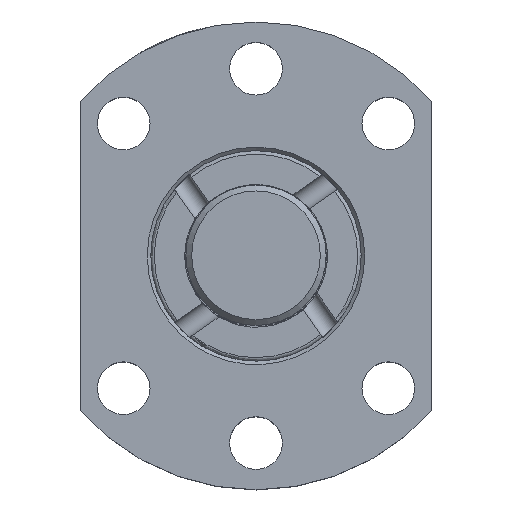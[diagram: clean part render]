
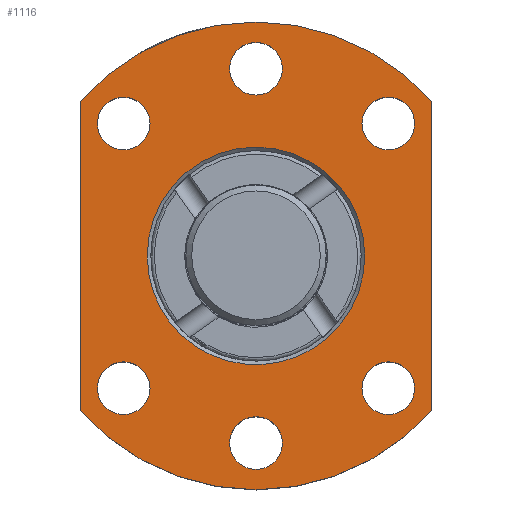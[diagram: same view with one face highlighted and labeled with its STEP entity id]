
A CAD part, top view. The second image highlights one B-rep face of the part: STEP entity #1116.
In plain terms, the highlighted planar face has unit normal (0, 0, 1).
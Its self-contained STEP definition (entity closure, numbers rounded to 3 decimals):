
#40=LINE('',#1856,#80);
#41=LINE('',#1860,#81);
#80=VECTOR('',#1433,1000.);
#81=VECTOR('',#1436,1000.);
#117=PLANE('',#1227);
#237=ORIENTED_EDGE('',*,*,#545,.T.);
#238=ORIENTED_EDGE('',*,*,#546,.T.);
#239=ORIENTED_EDGE('',*,*,#547,.F.);
#240=ORIENTED_EDGE('',*,*,#548,.T.);
#241=ORIENTED_EDGE('',*,*,#549,.F.);
#242=ORIENTED_EDGE('',*,*,#550,.T.);
#243=ORIENTED_EDGE('',*,*,#551,.T.);
#244=ORIENTED_EDGE('',*,*,#552,.T.);
#245=ORIENTED_EDGE('',*,*,#553,.T.);
#246=ORIENTED_EDGE('',*,*,#554,.T.);
#247=ORIENTED_EDGE('',*,*,#555,.T.);
#545=EDGE_CURVE('',#689,#689,#783,.T.);
#546=EDGE_CURVE('',#690,#690,#784,.T.);
#547=EDGE_CURVE('',#691,#692,#785,.T.);
#548=EDGE_CURVE('',#691,#693,#40,.T.);
#549=EDGE_CURVE('',#694,#693,#786,.T.);
#550=EDGE_CURVE('',#694,#692,#41,.T.);
#551=EDGE_CURVE('',#695,#695,#787,.T.);
#552=EDGE_CURVE('',#696,#696,#788,.T.);
#553=EDGE_CURVE('',#697,#697,#789,.T.);
#554=EDGE_CURVE('',#698,#698,#790,.T.);
#555=EDGE_CURVE('',#699,#699,#791,.T.);
#689=VERTEX_POINT('',#1850);
#690=VERTEX_POINT('',#1852);
#691=VERTEX_POINT('',#1854);
#692=VERTEX_POINT('',#1855);
#693=VERTEX_POINT('',#1857);
#694=VERTEX_POINT('',#1859);
#695=VERTEX_POINT('',#1862);
#696=VERTEX_POINT('',#1864);
#697=VERTEX_POINT('',#1866);
#698=VERTEX_POINT('',#1868);
#699=VERTEX_POINT('',#1870);
#783=CIRCLE('',#1228,9.3);
#784=CIRCLE('',#1229,2.25);
#785=CIRCLE('',#1230,20.);
#786=CIRCLE('',#1231,20.);
#787=CIRCLE('',#1232,2.25);
#788=CIRCLE('',#1233,2.25);
#789=CIRCLE('',#1234,2.25);
#790=CIRCLE('',#1235,2.25);
#791=CIRCLE('',#1236,2.25);
#851=EDGE_LOOP('',(#237));
#852=EDGE_LOOP('',(#238));
#853=EDGE_LOOP('',(#239,#240,#241,#242));
#854=EDGE_LOOP('',(#243));
#855=EDGE_LOOP('',(#244));
#856=EDGE_LOOP('',(#245));
#857=EDGE_LOOP('',(#246));
#858=EDGE_LOOP('',(#247));
#965=FACE_BOUND('',#851,.T.);
#966=FACE_BOUND('',#852,.T.);
#967=FACE_BOUND('',#853,.T.);
#968=FACE_BOUND('',#854,.T.);
#969=FACE_BOUND('',#855,.T.);
#970=FACE_BOUND('',#856,.T.);
#971=FACE_BOUND('',#857,.T.);
#972=FACE_BOUND('',#858,.T.);
#1116=ADVANCED_FACE('',(#965,#966,#967,#968,#969,#970,#971,#972),#117,.T.);
#1227=AXIS2_PLACEMENT_3D('',#1848,#1425,#1426);
#1228=AXIS2_PLACEMENT_3D('',#1849,#1427,#1428);
#1229=AXIS2_PLACEMENT_3D('',#1851,#1429,#1430);
#1230=AXIS2_PLACEMENT_3D('',#1853,#1431,#1432);
#1231=AXIS2_PLACEMENT_3D('',#1858,#1434,#1435);
#1232=AXIS2_PLACEMENT_3D('',#1861,#1437,#1438);
#1233=AXIS2_PLACEMENT_3D('',#1863,#1439,#1440);
#1234=AXIS2_PLACEMENT_3D('',#1865,#1441,#1442);
#1235=AXIS2_PLACEMENT_3D('',#1867,#1443,#1444);
#1236=AXIS2_PLACEMENT_3D('',#1869,#1445,#1446);
#1425=DIRECTION('',(0.,0.,1.));
#1426=DIRECTION('',(1.,0.,0.));
#1427=DIRECTION('',(0.,0.,-1.));
#1428=DIRECTION('',(-1.,0.,0.));
#1429=DIRECTION('',(0.,0.,-1.));
#1430=DIRECTION('',(-1.,0.,0.));
#1431=DIRECTION('',(0.,0.,-1.));
#1432=DIRECTION('',(-1.,0.,0.));
#1433=DIRECTION('',(0.,-1.,0.));
#1434=DIRECTION('',(0.,0.,-1.));
#1435=DIRECTION('',(-1.,0.,0.));
#1436=DIRECTION('',(0.,1.,0.));
#1437=DIRECTION('',(0.,0.,-1.));
#1438=DIRECTION('',(-1.,0.,0.));
#1439=DIRECTION('',(0.,0.,-1.));
#1440=DIRECTION('',(-1.,0.,0.));
#1441=DIRECTION('',(0.,0.,-1.));
#1442=DIRECTION('',(-1.,0.,0.));
#1443=DIRECTION('',(0.,0.,-1.));
#1444=DIRECTION('',(-1.,0.,0.));
#1445=DIRECTION('',(0.,0.,-1.));
#1446=DIRECTION('',(-1.,0.,0.));
#1848=CARTESIAN_POINT('',(0.,20.,40.));
#1849=CARTESIAN_POINT('',(0.,0.,40.));
#1850=CARTESIAN_POINT('',(-9.3,0.,40.));
#1851=CARTESIAN_POINT('',(0.,16.,40.));
#1852=CARTESIAN_POINT('',(-2.25,16.,40.));
#1853=CARTESIAN_POINT('',(0.,0.,40.));
#1854=CARTESIAN_POINT('',(-15.,13.229,40.));
#1855=CARTESIAN_POINT('',(15.,13.229,40.));
#1856=CARTESIAN_POINT('',(-15.,25.,40.));
#1857=CARTESIAN_POINT('',(-15.,-13.229,40.));
#1858=CARTESIAN_POINT('',(0.,0.,40.));
#1859=CARTESIAN_POINT('',(15.,-13.229,40.));
#1860=CARTESIAN_POINT('',(15.,-25.,40.));
#1861=CARTESIAN_POINT('',(-11.314,-11.314,40.));
#1862=CARTESIAN_POINT('',(-13.564,-11.314,40.));
#1863=CARTESIAN_POINT('',(0.,-16.,40.));
#1864=CARTESIAN_POINT('',(-2.25,-16.,40.));
#1865=CARTESIAN_POINT('',(11.314,-11.314,40.));
#1866=CARTESIAN_POINT('',(9.064,-11.314,40.));
#1867=CARTESIAN_POINT('',(-11.314,11.314,40.));
#1868=CARTESIAN_POINT('',(-13.564,11.314,40.));
#1869=CARTESIAN_POINT('',(11.314,11.314,40.));
#1870=CARTESIAN_POINT('',(9.064,11.314,40.));
